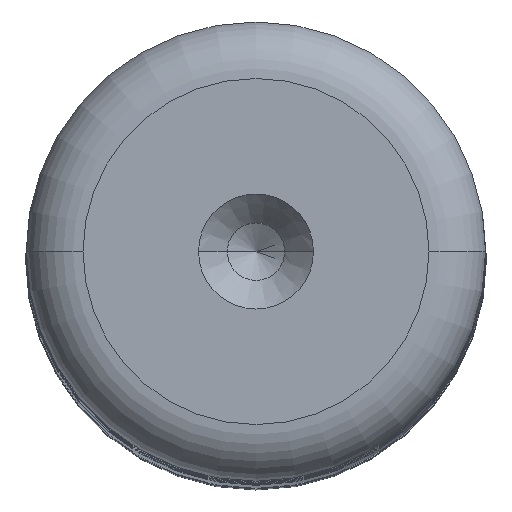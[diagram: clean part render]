
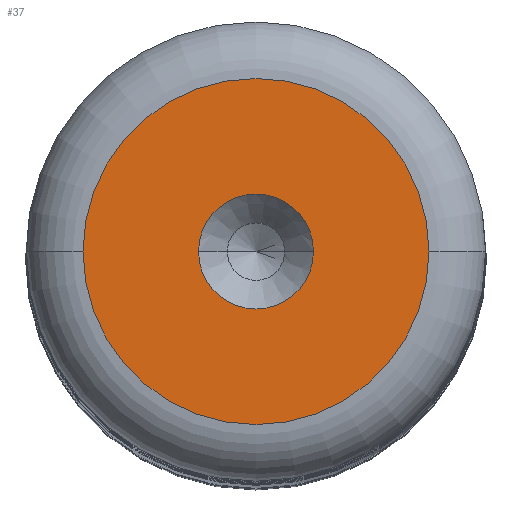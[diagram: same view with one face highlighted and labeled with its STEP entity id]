
A CAD part, top view. The second image highlights one B-rep face of the part: STEP entity #37.
In plain terms, the highlighted planar face has unit normal (0, 0, 1).
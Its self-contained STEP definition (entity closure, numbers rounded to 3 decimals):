
#37 = ADVANCED_FACE ( 'NONE', ( #627, #1049 ), #1569, .T. ) ;
#95 = CARTESIAN_POINT ( 'NONE',  ( 1., 0., 80. ) ) ;
#191 = CIRCLE ( 'NONE', #1890, 3.01 ) ;
#217 = CARTESIAN_POINT ( 'NONE',  ( -3.01, 0., 80. ) ) ;
#239 = CIRCLE ( 'NONE', #1730, 1. ) ;
#402 = EDGE_CURVE ( 'NONE', #1783, #1589, #1793, .T. ) ;
#533 = ORIENTED_EDGE ( 'NONE', *, *, #402, .T. ) ;
#560 = VERTEX_POINT ( 'NONE', #1067 ) ;
#627 = FACE_BOUND ( 'NONE', #1679, .T. ) ;
#775 = EDGE_CURVE ( 'NONE', #1589, #1783, #191, .T. ) ;
#792 = EDGE_LOOP ( 'NONE', ( #1546, #533 ) ) ;
#810 = CARTESIAN_POINT ( 'NONE',  ( 0., 0., 80. ) ) ;
#816 = ORIENTED_EDGE ( 'NONE', *, *, #1862, .F. ) ;
#885 = CARTESIAN_POINT ( 'NONE',  ( 0., 0., 80. ) ) ;
#932 = DIRECTION ( 'NONE',  ( 0., 0., 1. ) ) ;
#939 = CARTESIAN_POINT ( 'NONE',  ( 0., 0., 80. ) ) ;
#989 = DIRECTION ( 'NONE',  ( 1., 0., 0. ) ) ;
#1006 = AXIS2_PLACEMENT_3D ( 'NONE', #939, #2194, #1126 ) ;
#1049 = FACE_OUTER_BOUND ( 'NONE', #792, .T. ) ;
#1067 = CARTESIAN_POINT ( 'NONE',  ( -1., 0., 80. ) ) ;
#1075 = DIRECTION ( 'NONE',  ( 1., 0., 0. ) ) ;
#1078 = ORIENTED_EDGE ( 'NONE', *, *, #1986, .F. ) ;
#1126 = DIRECTION ( 'NONE',  ( 1., 0., 0. ) ) ;
#1222 = CARTESIAN_POINT ( 'NONE',  ( 3.01, 0., 80. ) ) ;
#1446 = VERTEX_POINT ( 'NONE', #95 ) ;
#1546 = ORIENTED_EDGE ( 'NONE', *, *, #775, .T. ) ;
#1569 = PLANE ( 'NONE',  #1930 ) ;
#1589 = VERTEX_POINT ( 'NONE', #1222 ) ;
#1679 = EDGE_LOOP ( 'NONE', ( #1078, #816 ) ) ;
#1727 = DIRECTION ( 'NONE',  ( 1., 0., 0. ) ) ;
#1730 = AXIS2_PLACEMENT_3D ( 'NONE', #2002, #932, #2183 ) ;
#1754 = DIRECTION ( 'NONE',  ( 0., 0., 1. ) ) ;
#1783 = VERTEX_POINT ( 'NONE', #217 ) ;
#1793 = CIRCLE ( 'NONE', #2232, 3.01 ) ;
#1862 = EDGE_CURVE ( 'NONE', #560, #1446, #2279, .T. ) ;
#1890 = AXIS2_PLACEMENT_3D ( 'NONE', #810, #2058, #989 ) ;
#1920 = CARTESIAN_POINT ( 'NONE',  ( 0., 0., 80. ) ) ;
#1930 = AXIS2_PLACEMENT_3D ( 'NONE', #1920, #1754, #1727 ) ;
#1986 = EDGE_CURVE ( 'NONE', #1446, #560, #239, .T. ) ;
#2002 = CARTESIAN_POINT ( 'NONE',  ( 0., 0., 80. ) ) ;
#2058 = DIRECTION ( 'NONE',  ( 0., 0., 1. ) ) ;
#2150 = DIRECTION ( 'NONE',  ( 0., 0., 1. ) ) ;
#2183 = DIRECTION ( 'NONE',  ( 1., 0., 0. ) ) ;
#2194 = DIRECTION ( 'NONE',  ( 0., 0., 1. ) ) ;
#2232 = AXIS2_PLACEMENT_3D ( 'NONE', #885, #2150, #1075 ) ;
#2279 = CIRCLE ( 'NONE', #1006, 1. ) ;
